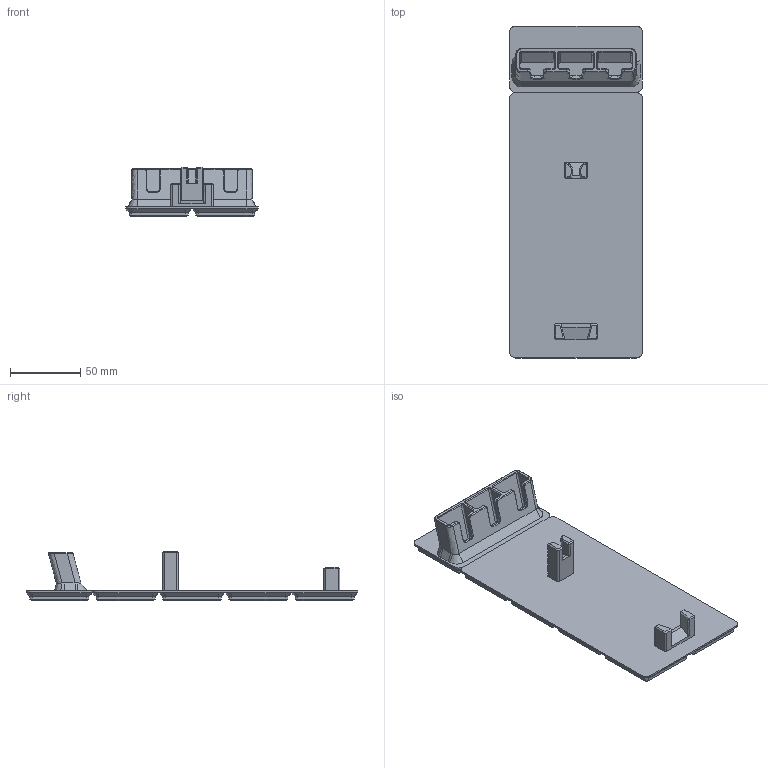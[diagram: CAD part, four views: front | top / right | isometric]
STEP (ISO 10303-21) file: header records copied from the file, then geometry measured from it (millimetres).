
FILE_DESCRIPTION(('FreeCAD Model'),'2;1');
FILE_NAME('Open CASCADE Shape Model','2025-05-03T07:48:33',('FreeCAD'),( 'FreeCAD'),'Open CASCADE STEP processor 7.6','FreeCAD','Unknown');
FILE_SCHEMA(('AUTOMOTIVE_DESIGN { 1 0 10303 214 1 1 1 1 }'));
Length unit declared in the file: millimetre
Products named in the file (1): Open CASCADE STEP translator 7.6 1
Bounding box: 94.55 x 236.37 x 35.12 mm (x, y, z)
Volume: 153701.2 mm3; surface area: 68764.4 mm2
Topology: 6 solids, 6 shells, 678 faces, 1518 edges, 893 vertices
Faces by surface type: bspline 678
Entity records: 18756 total; most frequent: CARTESIAN_POINT 9609, ORIENTED_EDGE 3036, EDGE_CURVE 1518, B_SPLINE_CURVE_WITH_KNOTS 1135, VERTEX_POINT 893, FACE_BOUND 723, EDGE_LOOP 723, ADVANCED_FACE 678
